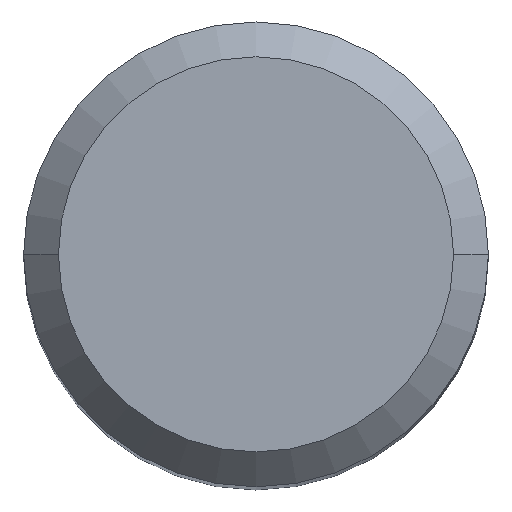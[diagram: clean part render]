
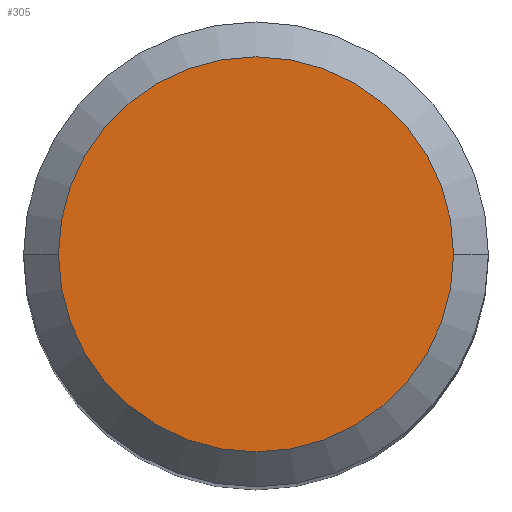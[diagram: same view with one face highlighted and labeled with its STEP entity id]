
A CAD part, top view. The second image highlights one B-rep face of the part: STEP entity #305.
In plain terms, the highlighted planar face has unit normal (0, 0, 1).
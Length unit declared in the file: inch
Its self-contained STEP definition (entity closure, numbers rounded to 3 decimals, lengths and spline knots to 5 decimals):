
#49 = AXIS2_PLACEMENT_3D ( 'NONE', #140, #64, #479 ) ;
#59 = EDGE_LOOP ( 'NONE', ( #326, #61 ) ) ;
#61 = ORIENTED_EDGE ( 'NONE', *, *, #177, .T. ) ;
#64 = DIRECTION ( 'NONE',  ( 0., 0., 1. ) ) ;
#75 = CARTESIAN_POINT ( 'NONE',  ( 0., 0., 0. ) ) ;
#118 = FACE_OUTER_BOUND ( 'NONE', #59, .T. ) ;
#133 = AXIS2_PLACEMENT_3D ( 'NONE', #75, #454, #381 ) ;
#138 = CIRCLE ( 'NONE', #49, 0.16732 ) ;
#140 = CARTESIAN_POINT ( 'NONE',  ( 0., 0., 0. ) ) ;
#141 = CARTESIAN_POINT ( 'NONE',  ( -0.16732, 0., 0. ) ) ;
#177 = EDGE_CURVE ( 'NONE', #317, #259, #138, .T. ) ;
#193 = DIRECTION ( 'NONE',  ( 0., 0., 1. ) ) ;
#195 = CARTESIAN_POINT ( 'NONE',  ( 0., 0., 0. ) ) ;
#205 = CIRCLE ( 'NONE', #318, 0.16732 ) ;
#234 = CARTESIAN_POINT ( 'NONE',  ( 0.16732, 0., 0. ) ) ;
#259 = VERTEX_POINT ( 'NONE', #141 ) ;
#305 = ADVANCED_FACE ( 'NONE', ( #118 ), #416, .F. ) ;
#317 = VERTEX_POINT ( 'NONE', #234 ) ;
#318 = AXIS2_PLACEMENT_3D ( 'NONE', #195, #193, #341 ) ;
#326 = ORIENTED_EDGE ( 'NONE', *, *, #362, .T. ) ;
#341 = DIRECTION ( 'NONE',  ( 1., 0., 0. ) ) ;
#362 = EDGE_CURVE ( 'NONE', #259, #317, #205, .T. ) ;
#381 = DIRECTION ( 'NONE',  ( -1., 0., 0. ) ) ;
#416 = PLANE ( 'NONE',  #133 ) ;
#454 = DIRECTION ( 'NONE',  ( 0., 0., -1. ) ) ;
#479 = DIRECTION ( 'NONE',  ( 1., 0., 0. ) ) ;
